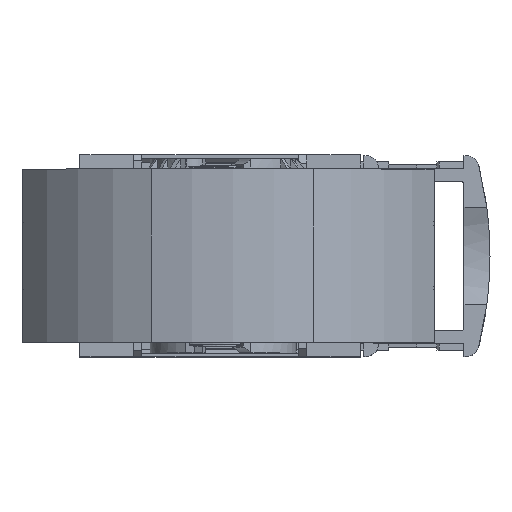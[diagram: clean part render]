
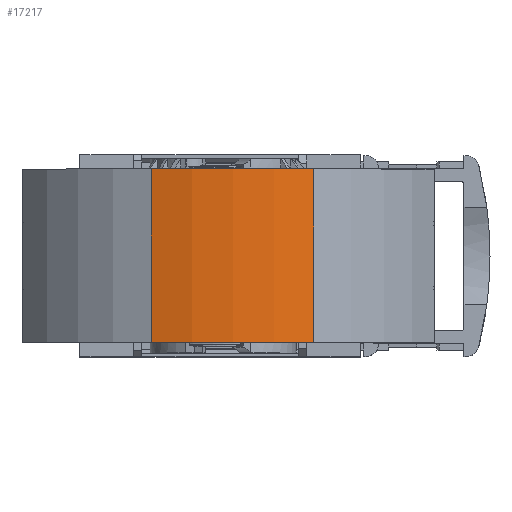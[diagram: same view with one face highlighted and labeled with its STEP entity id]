
A CAD part, top view. The second image highlights one B-rep face of the part: STEP entity #17217.
In plain terms, the highlighted cylindrical face has radius 58.952 mm (diameter 117.905 mm), a partial arc.
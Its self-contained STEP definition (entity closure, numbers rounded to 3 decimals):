
#3951=CYLINDRICAL_SURFACE('',#133725,58.952);
#10556=FACE_OUTER_BOUND('',#30550,.T.);
#17217=ADVANCED_FACE('',(#10556),#3951,.T.);
#30550=EDGE_LOOP('',(#68262,#68263,#68264,#68265));
#32350=CIRCLE('',#133723,58.952);
#32351=CIRCLE('',#133724,58.952);
#68262=ORIENTED_EDGE('',*,*,#98003,.F.);
#68263=ORIENTED_EDGE('',*,*,#98002,.F.);
#68264=ORIENTED_EDGE('',*,*,#98004,.T.);
#68265=ORIENTED_EDGE('',*,*,#97982,.T.);
#80024=VERTEX_POINT('',#228459);
#80026=VERTEX_POINT('',#228462);
#80038=VERTEX_POINT('',#228498);
#80039=VERTEX_POINT('',#228500);
#97982=EDGE_CURVE('',#80026,#80024,#111244,.T.);
#98002=EDGE_CURVE('',#80039,#80038,#111255,.T.);
#98003=EDGE_CURVE('',#80038,#80024,#32350,.T.);
#98004=EDGE_CURVE('',#80039,#80026,#32351,.T.);
#111244=LINE('',#228461,#124572);
#111255=LINE('',#228501,#124583);
#124572=VECTOR('',#165290,1.);
#124583=VECTOR('',#165331,1.);
#133723=AXIS2_PLACEMENT_3D('',#228503,#165334,#165335);
#133724=AXIS2_PLACEMENT_3D('',#228504,#165336,#165337);
#133725=AXIS2_PLACEMENT_3D('',#228505,#165338,#165339);
#165290=DIRECTION('',(0.,-1.,0.));
#165331=DIRECTION('',(0.,-1.,0.));
#165334=DIRECTION('',(0.,-1.,0.));
#165335=DIRECTION('',(1.,0.,0.017));
#165336=DIRECTION('',(0.,-1.,0.));
#165337=DIRECTION('',(1.,0.,0.017));
#165338=DIRECTION('',(0.,-1.,0.));
#165339=DIRECTION('',(1.,0.,0.));
#228459=CARTESIAN_POINT('',(5.766,-11.951,95.979));
#228461=CARTESIAN_POINT('',(5.766,30.749,95.979));
#228462=CARTESIAN_POINT('',(5.766,30.749,95.979));
#228498=CARTESIAN_POINT('',(45.82,-11.951,94.35));
#228500=CARTESIAN_POINT('',(45.82,30.749,94.35));
#228501=CARTESIAN_POINT('',(45.82,30.749,94.35));
#228503=CARTESIAN_POINT('',(23.54,-11.951,39.77));
#228504=CARTESIAN_POINT('',(23.54,30.749,39.77));
#228505=CARTESIAN_POINT('',(23.54,30.749,39.77));
